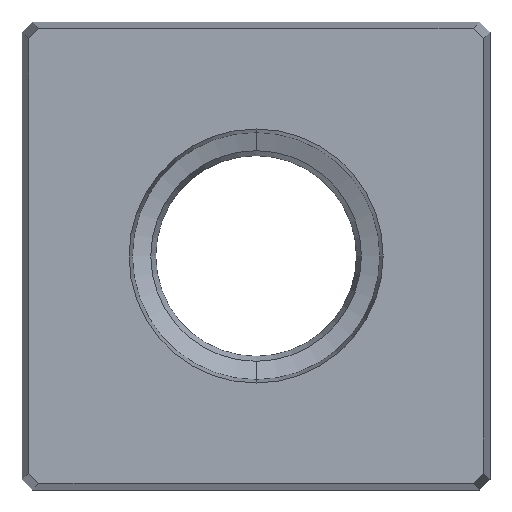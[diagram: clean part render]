
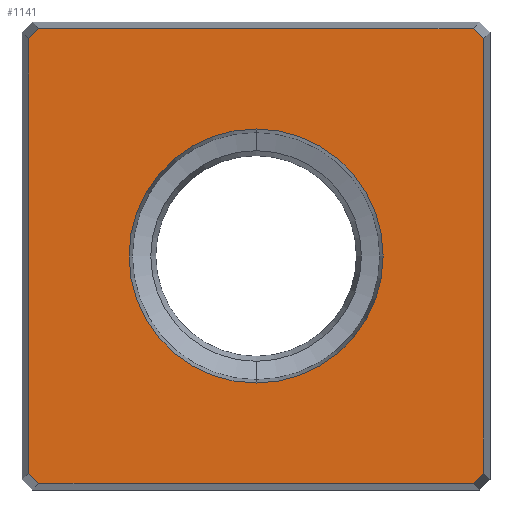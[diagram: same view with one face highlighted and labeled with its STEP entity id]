
A CAD part, front view. The second image highlights one B-rep face of the part: STEP entity #1141.
In plain terms, the highlighted planar face has unit normal (0, -1, 0).
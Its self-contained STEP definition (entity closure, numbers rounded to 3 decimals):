
#39 = VERTEX_POINT ( 'NONE', #538 ) ;
#82 = ORIENTED_EDGE ( 'NONE', *, *, #144, .T. ) ;
#83 = AXIS2_PLACEMENT_3D ( 'NONE', #259, #1113, #185 ) ;
#107 = CARTESIAN_POINT ( 'NONE',  ( 680., 0., 680. ) ) ;
#116 = EDGE_CURVE ( 'NONE', #1005, #698, #761, .T. ) ;
#133 = DIRECTION ( 'NONE',  ( -0.701, 0., -0.713 ) ) ;
#144 = EDGE_CURVE ( 'NONE', #1032, #329, #212, .T. ) ;
#164 = DIRECTION ( 'NONE',  ( 0., 0., 1. ) ) ;
#181 = VECTOR ( 'NONE', #922, 1000. ) ;
#185 = DIRECTION ( 'NONE',  ( 0., 0., -1. ) ) ;
#199 = VERTEX_POINT ( 'NONE', #1210 ) ;
#200 = CARTESIAN_POINT ( 'NONE',  ( 0.271, 0., 0. ) ) ;
#212 = LINE ( 'NONE', #270, #181 ) ;
#225 = CARTESIAN_POINT ( 'NONE',  ( -680., 0., -649.739 ) ) ;
#234 = FACE_OUTER_BOUND ( 'NONE', #1038, .T. ) ;
#254 = ORIENTED_EDGE ( 'NONE', *, *, #893, .T. ) ;
#255 = CARTESIAN_POINT ( 'NONE',  ( -680., 0., 649.196 ) ) ;
#259 = CARTESIAN_POINT ( 'NONE',  ( 0.271, 0., 0. ) ) ;
#264 = DIRECTION ( 'NONE',  ( 0., 0., -1. ) ) ;
#270 = CARTESIAN_POINT ( 'NONE',  ( 658.775, 0., 670.59 ) ) ;
#287 = VECTOR ( 'NONE', #133, 1000. ) ;
#288 = VECTOR ( 'NONE', #1109, 1000. ) ;
#317 = VECTOR ( 'NONE', #747, 1000. ) ;
#328 = ORIENTED_EDGE ( 'NONE', *, *, #338, .F. ) ;
#329 = VERTEX_POINT ( 'NONE', #848 ) ;
#338 = EDGE_CURVE ( 'NONE', #910, #1135, #966, .T. ) ;
#377 = EDGE_CURVE ( 'NONE', #1032, #199, #391, .T. ) ;
#382 = VECTOR ( 'NONE', #1021, 1000. ) ;
#391 = LINE ( 'NONE', #107, #317 ) ;
#471 = DIRECTION ( 'NONE',  ( 1., 0., 0. ) ) ;
#490 = FACE_BOUND ( 'NONE', #1048, .T. ) ;
#514 = VECTOR ( 'NONE', #164, 1000. ) ;
#538 = CARTESIAN_POINT ( 'NONE',  ( 649.739, 0., -680. ) ) ;
#555 = ORIENTED_EDGE ( 'NONE', *, *, #992, .T. ) ;
#573 = AXIS2_PLACEMENT_3D ( 'NONE', #824, #1103, #264 ) ;
#609 = EDGE_CURVE ( 'NONE', #1005, #1024, #1031, .T. ) ;
#642 = ORIENTED_EDGE ( 'NONE', *, *, #116, .F. ) ;
#647 = CARTESIAN_POINT ( 'NONE',  ( -649.739, 0., 680. ) ) ;
#666 = DIRECTION ( 'NONE',  ( 0., -1., 0. ) ) ;
#687 = VECTOR ( 'NONE', #471, 1000. ) ;
#695 = CARTESIAN_POINT ( 'NONE',  ( -670.59, 0., 658.775 ) ) ;
#698 = VERTEX_POINT ( 'NONE', #255 ) ;
#719 = CARTESIAN_POINT ( 'NONE',  ( -680., 0., 680. ) ) ;
#723 = PLANE ( 'NONE',  #573 ) ;
#735 = CIRCLE ( 'NONE', #83, 380. ) ;
#736 = LINE ( 'NONE', #927, #687 ) ;
#738 = CARTESIAN_POINT ( 'NONE',  ( 670.59, 0., -658.775 ) ) ;
#747 = DIRECTION ( 'NONE',  ( 0., 0., -1. ) ) ;
#761 = LINE ( 'NONE', #719, #514 ) ;
#780 = LINE ( 'NONE', #695, #287 ) ;
#782 = LINE ( 'NONE', #831, #288 ) ;
#794 = LINE ( 'NONE', #738, #382 ) ;
#795 = ORIENTED_EDGE ( 'NONE', *, *, #856, .F. ) ;
#805 = EDGE_CURVE ( 'NONE', #916, #329, #736, .T. ) ;
#817 = ORIENTED_EDGE ( 'NONE', *, *, #609, .T. ) ;
#824 = CARTESIAN_POINT ( 'NONE',  ( 0., 0., 0. ) ) ;
#830 = CARTESIAN_POINT ( 'NONE',  ( 0.271, 0., -380. ) ) ;
#831 = CARTESIAN_POINT ( 'NONE',  ( -680., 0., -680. ) ) ;
#848 = CARTESIAN_POINT ( 'NONE',  ( 649.196, 0., 680. ) ) ;
#856 = EDGE_CURVE ( 'NONE', #39, #1024, #782, .T. ) ;
#878 = CARTESIAN_POINT ( 'NONE',  ( 680., 0., 649.739 ) ) ;
#886 = ORIENTED_EDGE ( 'NONE', *, *, #805, .F. ) ;
#893 = EDGE_CURVE ( 'NONE', #39, #199, #794, .T. ) ;
#910 = VERTEX_POINT ( 'NONE', #925 ) ;
#916 = VERTEX_POINT ( 'NONE', #647 ) ;
#922 = DIRECTION ( 'NONE',  ( -0.713, 0., 0.701 ) ) ;
#925 = CARTESIAN_POINT ( 'NONE',  ( 0.271, 0., 380. ) ) ;
#927 = CARTESIAN_POINT ( 'NONE',  ( -680., 0., 680. ) ) ;
#937 = DIRECTION ( 'NONE',  ( 0., 0., -1. ) ) ;
#939 = CARTESIAN_POINT ( 'NONE',  ( -649.196, 0., -680. ) ) ;
#966 = CIRCLE ( 'NONE', #1114, 380. ) ;
#992 = EDGE_CURVE ( 'NONE', #916, #698, #780, .T. ) ;
#994 = DIRECTION ( 'NONE',  ( 0.713, 0., -0.701 ) ) ;
#1005 = VERTEX_POINT ( 'NONE', #225 ) ;
#1009 = ORIENTED_EDGE ( 'NONE', *, *, #377, .F. ) ;
#1019 = ORIENTED_EDGE ( 'NONE', *, *, #1100, .F. ) ;
#1021 = DIRECTION ( 'NONE',  ( 0.701, 0., 0.713 ) ) ;
#1024 = VERTEX_POINT ( 'NONE', #939 ) ;
#1031 = LINE ( 'NONE', #1182, #1049 ) ;
#1032 = VERTEX_POINT ( 'NONE', #878 ) ;
#1038 = EDGE_LOOP ( 'NONE', ( #795, #254, #1009, #82, #886, #555, #642, #817 ) ) ;
#1048 = EDGE_LOOP ( 'NONE', ( #1019, #328 ) ) ;
#1049 = VECTOR ( 'NONE', #994, 1000. ) ;
#1100 = EDGE_CURVE ( 'NONE', #1135, #910, #735, .T. ) ;
#1103 = DIRECTION ( 'NONE',  ( 0., -1., 0. ) ) ;
#1109 = DIRECTION ( 'NONE',  ( -1., 0., 0. ) ) ;
#1113 = DIRECTION ( 'NONE',  ( 0., -1., 0. ) ) ;
#1114 = AXIS2_PLACEMENT_3D ( 'NONE', #200, #666, #937 ) ;
#1135 = VERTEX_POINT ( 'NONE', #830 ) ;
#1141 = ADVANCED_FACE ( 'NONE', ( #490, #234 ), #723, .T. ) ;
#1182 = CARTESIAN_POINT ( 'NONE',  ( -658.775, 0., -670.59 ) ) ;
#1210 = CARTESIAN_POINT ( 'NONE',  ( 680., 0., -649.196 ) ) ;
